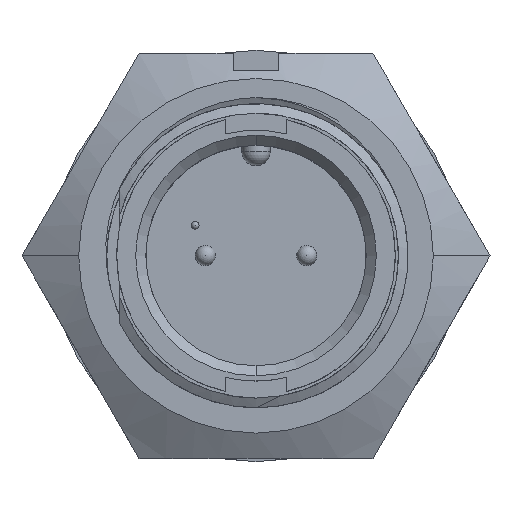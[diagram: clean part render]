
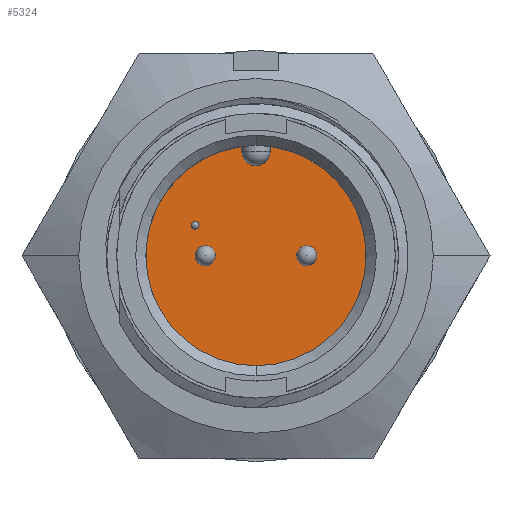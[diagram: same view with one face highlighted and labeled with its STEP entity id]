
A CAD part, top view. The second image highlights one B-rep face of the part: STEP entity #5324.
In plain terms, the highlighted planar face has unit normal (0, 0, 1).
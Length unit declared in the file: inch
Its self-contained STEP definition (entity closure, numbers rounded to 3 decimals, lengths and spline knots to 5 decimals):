
#80 = DIRECTION ( 'NONE',  ( 0., -1., 0. ) ) ;
#81 = CARTESIAN_POINT ( 'NONE',  ( 0.028, 0.2055, -0.33 ) ) ;
#301 = DIRECTION ( 'NONE',  ( -1., 0., 0. ) ) ;
#302 = DIRECTION ( 'NONE',  ( 0., 0., 1. ) ) ;
#303 = CARTESIAN_POINT ( 'NONE',  ( 0., 0.2055, -0.33 ) ) ;
#2127 = EDGE_LOOP ( 'NONE', ( #8938, #8729 ) ) ;
#2129 = EDGE_LOOP ( 'NONE', ( #8684, #8681 ) ) ;
#2131 = EDGE_LOOP ( 'NONE', ( #8715, #8705 ) ) ;
#2134 = EDGE_LOOP ( 'NONE', ( #9089, #8936, #8752, #8683, #9142 ) ) ;
#2431 = CARTESIAN_POINT ( 'NONE',  ( -0.028, 0.2055, -0.33 ) ) ;
#2464 = CARTESIAN_POINT ( 'NONE',  ( 0.08026, 0., -0.33 ) ) ;
#2465 = CARTESIAN_POINT ( 'NONE',  ( 0.028, 0.21569, -0.33 ) ) ;
#2489 = CARTESIAN_POINT ( 'NONE',  ( -0.08026, 0.0001, -0.33 ) ) ;
#2496 = CARTESIAN_POINT ( 'NONE',  ( 0., -0.2175, -0.33 ) ) ;
#2569 = CARTESIAN_POINT ( 'NONE',  ( 0.028, 0.2055, -0.33 ) ) ;
#2586 = CARTESIAN_POINT ( 'NONE',  ( -0.028, 0.21569, -0.33 ) ) ;
#2628 = CARTESIAN_POINT ( 'NONE',  ( -0.11974, 0.0001, -0.33 ) ) ;
#2630 = CARTESIAN_POINT ( 'NONE',  ( 0.11974, 0., -0.33 ) ) ;
#2632 = CARTESIAN_POINT ( 'NONE',  ( -0.12, 0.0525, -0.33 ) ) ;
#4441 = DIRECTION ( 'NONE',  ( -1., 0., 0. ) ) ;
#4442 = DIRECTION ( 'NONE',  ( 0., 0., 1. ) ) ;
#4443 = CARTESIAN_POINT ( 'NONE',  ( -0.1, 0.0001, -0.33 ) ) ;
#4657 = CIRCLE ( 'NONE', #4666, 0.0075 ) ;
#4666 = AXIS2_PLACEMENT_3D ( 'NONE', #11208, #11236, #11242 ) ;
#4683 = AXIS2_PLACEMENT_3D ( 'NONE', #8416, #8417, #8420 ) ;
#4695 = AXIS2_PLACEMENT_3D ( 'NONE', #10906, #11499, #11500 ) ;
#4700 = CIRCLE ( 'NONE', #4683, 0.2175 ) ;
#4706 = CIRCLE ( 'NONE', #4695, 0.2175 ) ;
#5174 = EDGE_CURVE ( 'NONE', #10026, #10112, #4700, .T. ) ;
#5235 = EDGE_CURVE ( 'NONE', #9631, #10391, #4657, .T. ) ;
#5253 = EDGE_CURVE ( 'NONE', #9773, #10026, #4706, .T. ) ;
#5324 = ADVANCED_FACE ( 'NONE', ( #9147, #8941, #9108, #8947 ), #10616, .F. ) ;
#5428 = EDGE_CURVE ( 'NONE', #10213, #9829, #8663, .T. ) ;
#5472 = EDGE_CURVE ( 'NONE', #10112, #9829, #9412, .T. ) ;
#5481 = EDGE_CURVE ( 'NONE', #10046, #9641, #5805, .T. ) ;
#5628 = EDGE_CURVE ( 'NONE', #10113, #9636, #5810, .T. ) ;
#5677 = EDGE_CURVE ( 'NONE', #9641, #10046, #6988, .T. ) ;
#5718 = EDGE_CURVE ( 'NONE', #10391, #9631, #6929, .T. ) ;
#5720 = EDGE_CURVE ( 'NONE', #9636, #10113, #6933, .T. ) ;
#5752 = EDGE_CURVE ( 'NONE', #9773, #10213, #9509, .T. ) ;
#5805 = CIRCLE ( 'NONE', #5821, 0.01974 ) ;
#5808 = AXIS2_PLACEMENT_3D ( 'NONE', #6468, #6467, #6466 ) ;
#5810 = CIRCLE ( 'NONE', #5808, 0.01974 ) ;
#5821 = AXIS2_PLACEMENT_3D ( 'NONE', #4443, #4442, #4441 ) ;
#5836 = VECTOR ( 'NONE', #80, 39.37008 ) ;
#5959 = DIRECTION ( 'NONE',  ( -1., 0., 0. ) ) ;
#5960 = DIRECTION ( 'NONE',  ( 0., 0., 1. ) ) ;
#5961 = CARTESIAN_POINT ( 'NONE',  ( -0.1, 0.0001, -0.33 ) ) ;
#6466 = DIRECTION ( 'NONE',  ( -1., 0., 0. ) ) ;
#6467 = DIRECTION ( 'NONE',  ( 0., 0., 1. ) ) ;
#6468 = CARTESIAN_POINT ( 'NONE',  ( 0.1, 0., -0.33 ) ) ;
#6929 = CIRCLE ( 'NONE', #6945, 0.0075 ) ;
#6933 = CIRCLE ( 'NONE', #6940, 0.01974 ) ;
#6940 = AXIS2_PLACEMENT_3D ( 'NONE', #12000, #11999, #11996 ) ;
#6945 = AXIS2_PLACEMENT_3D ( 'NONE', #12009, #12007, #12006 ) ;
#6971 = AXIS2_PLACEMENT_3D ( 'NONE', #5961, #5960, #5959 ) ;
#6975 = VECTOR ( 'NONE', #11843, 39.37008 ) ;
#6988 = CIRCLE ( 'NONE', #6971, 0.01974 ) ;
#8416 = CARTESIAN_POINT ( 'NONE',  ( 0., 0., -0.33 ) ) ;
#8417 = DIRECTION ( 'NONE',  ( 0., 0., 1. ) ) ;
#8420 = DIRECTION ( 'NONE',  ( 0., -1., 0. ) ) ;
#8628 = AXIS2_PLACEMENT_3D ( 'NONE', #303, #302, #301 ) ;
#8653 = AXIS2_PLACEMENT_3D ( 'NONE', #11524, #10524, #10528 ) ;
#8663 = CIRCLE ( 'NONE', #8628, 0.028 ) ;
#8681 = ORIENTED_EDGE ( 'NONE', *, *, #5481, .F. ) ;
#8683 = ORIENTED_EDGE ( 'NONE', *, *, #5472, .T. ) ;
#8684 = ORIENTED_EDGE ( 'NONE', *, *, #5677, .F. ) ;
#8705 = ORIENTED_EDGE ( 'NONE', *, *, #5235, .F. ) ;
#8715 = ORIENTED_EDGE ( 'NONE', *, *, #5718, .F. ) ;
#8729 = ORIENTED_EDGE ( 'NONE', *, *, #5720, .F. ) ;
#8752 = ORIENTED_EDGE ( 'NONE', *, *, #5174, .T. ) ;
#8936 = ORIENTED_EDGE ( 'NONE', *, *, #5253, .T. ) ;
#8938 = ORIENTED_EDGE ( 'NONE', *, *, #5628, .F. ) ;
#8941 = FACE_BOUND ( 'NONE', #2131, .T. ) ;
#8947 = FACE_BOUND ( 'NONE', #2127, .T. ) ;
#9089 = ORIENTED_EDGE ( 'NONE', *, *, #5752, .F. ) ;
#9108 = FACE_BOUND ( 'NONE', #2129, .T. ) ;
#9142 = ORIENTED_EDGE ( 'NONE', *, *, #5428, .F. ) ;
#9147 = FACE_OUTER_BOUND ( 'NONE', #2134, .T. ) ;
#9240 = CARTESIAN_POINT ( 'NONE',  ( -0.12, 0.0675, -0.33 ) ) ;
#9412 = LINE ( 'NONE', #81, #5836 ) ;
#9509 = LINE ( 'NONE', #11844, #6975 ) ;
#9631 = VERTEX_POINT ( 'NONE', #2632 ) ;
#9636 = VERTEX_POINT ( 'NONE', #2630 ) ;
#9641 = VERTEX_POINT ( 'NONE', #2628 ) ;
#9773 = VERTEX_POINT ( 'NONE', #2586 ) ;
#9829 = VERTEX_POINT ( 'NONE', #2569 ) ;
#10026 = VERTEX_POINT ( 'NONE', #2496 ) ;
#10046 = VERTEX_POINT ( 'NONE', #2489 ) ;
#10112 = VERTEX_POINT ( 'NONE', #2465 ) ;
#10113 = VERTEX_POINT ( 'NONE', #2464 ) ;
#10213 = VERTEX_POINT ( 'NONE', #2431 ) ;
#10391 = VERTEX_POINT ( 'NONE', #9240 ) ;
#10524 = DIRECTION ( 'NONE',  ( 0., 0., -1. ) ) ;
#10528 = DIRECTION ( 'NONE',  ( 0., 1., 0. ) ) ;
#10616 = PLANE ( 'NONE',  #8653 ) ;
#10906 = CARTESIAN_POINT ( 'NONE',  ( 0., 0., -0.33 ) ) ;
#11208 = CARTESIAN_POINT ( 'NONE',  ( -0.12, 0.06, -0.33 ) ) ;
#11236 = DIRECTION ( 'NONE',  ( 0., 0., 1. ) ) ;
#11242 = DIRECTION ( 'NONE',  ( -1., 0., 0. ) ) ;
#11499 = DIRECTION ( 'NONE',  ( 0., 0., 1. ) ) ;
#11500 = DIRECTION ( 'NONE',  ( 0., -1., 0. ) ) ;
#11524 = CARTESIAN_POINT ( 'NONE',  ( 0., 0., -0.33 ) ) ;
#11843 = DIRECTION ( 'NONE',  ( 0., -1., 0. ) ) ;
#11844 = CARTESIAN_POINT ( 'NONE',  ( -0.028, 0., -0.33 ) ) ;
#11996 = DIRECTION ( 'NONE',  ( -1., 0., 0. ) ) ;
#11999 = DIRECTION ( 'NONE',  ( 0., 0., 1. ) ) ;
#12000 = CARTESIAN_POINT ( 'NONE',  ( 0.1, 0., -0.33 ) ) ;
#12006 = DIRECTION ( 'NONE',  ( 0., -1., 0. ) ) ;
#12007 = DIRECTION ( 'NONE',  ( 0., 0., 1. ) ) ;
#12009 = CARTESIAN_POINT ( 'NONE',  ( -0.12, 0.06, -0.33 ) ) ;
